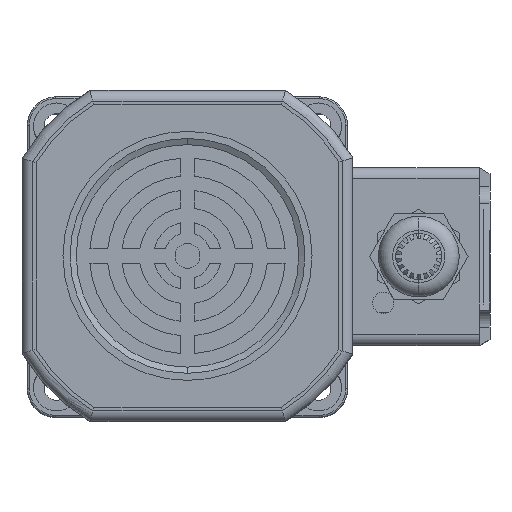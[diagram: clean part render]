
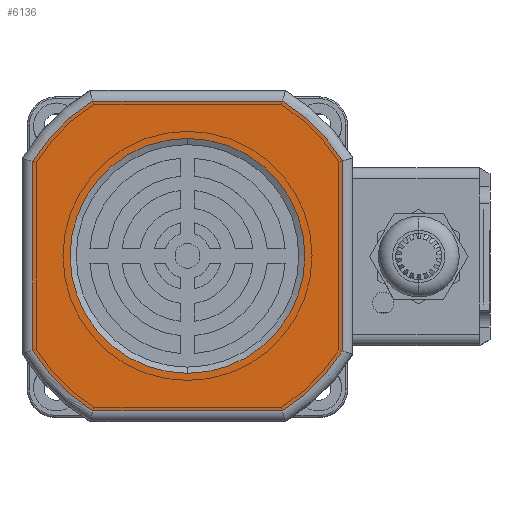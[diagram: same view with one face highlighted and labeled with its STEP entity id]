
A CAD part, top view. The second image highlights one B-rep face of the part: STEP entity #6136.
In plain terms, the highlighted face is planar.
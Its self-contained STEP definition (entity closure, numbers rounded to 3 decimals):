
#30 = DIRECTION ( 'NONE',  ( 0., -1., 0. ) ) ;
#108 = VERTEX_POINT ( 'NONE', #9556 ) ;
#1907 = EDGE_CURVE ( 'NONE', #14733, #11220, #3951, .T. ) ;
#2115 = CARTESIAN_POINT ( 'NONE',  ( 26.673, 0., 43.5 ) ) ;
#2669 = EDGE_CURVE ( 'NONE', #24380, #13021, #22262, .T. ) ;
#2769 = CARTESIAN_POINT ( 'NONE',  ( 0.05, 0., 43.5 ) ) ;
#3245 = ORIENTED_EDGE ( 'NONE', *, *, #14609, .T. ) ;
#3951 = CIRCLE ( 'NONE', #18785, 33. ) ;
#4384 = AXIS2_PLACEMENT_3D ( 'NONE', #12474, #28929, #14833 ) ;
#4737 = DIRECTION ( 'NONE',  ( 0., -1., 0. ) ) ;
#4923 = CIRCLE ( 'NONE', #28122, 51. ) ;
#5124 = CARTESIAN_POINT ( 'NONE',  ( -43.5, 0., 0. ) ) ;
#6136 = ADVANCED_FACE ( 'NONE', ( #6623, #12165 ), #26731, .F. ) ;
#6623 = FACE_OUTER_BOUND ( 'NONE', #18627, .T. ) ;
#6657 = CARTESIAN_POINT ( 'NONE',  ( 43.5, 0., 0. ) ) ;
#7042 = CIRCLE ( 'NONE', #4384, 33. ) ;
#7466 = DIRECTION ( 'NONE',  ( 0., 0., -1. ) ) ;
#7903 = CARTESIAN_POINT ( 'NONE',  ( 0.05, 0., 0. ) ) ;
#7963 = EDGE_CURVE ( 'NONE', #13021, #22885, #10361, .T. ) ;
#9059 = DIRECTION ( 'NONE',  ( 0., -1., 0. ) ) ;
#9124 = AXIS2_PLACEMENT_3D ( 'NONE', #12325, #28768, #14687 ) ;
#9198 = ORIENTED_EDGE ( 'NONE', *, *, #10764, .T. ) ;
#9401 = AXIS2_PLACEMENT_3D ( 'NONE', #7903, #29101, #15022 ) ;
#9556 = CARTESIAN_POINT ( 'NONE',  ( -43.5, 0., -26.54 ) ) ;
#9706 = VERTEX_POINT ( 'NONE', #2115 ) ;
#9885 = ORIENTED_EDGE ( 'NONE', *, *, #21085, .T. ) ;
#10225 = ORIENTED_EDGE ( 'NONE', *, *, #26176, .F. ) ;
#10361 = LINE ( 'NONE', #6657, #11102 ) ;
#10597 = CARTESIAN_POINT ( 'NONE',  ( 0.05, 0., -43.5 ) ) ;
#10764 = EDGE_CURVE ( 'NONE', #22885, #9706, #14656, .T. ) ;
#11102 = VECTOR ( 'NONE', #27878, 1000. ) ;
#11220 = VERTEX_POINT ( 'NONE', #18483 ) ;
#11558 = VECTOR ( 'NONE', #12965, 1000. ) ;
#12003 = VECTOR ( 'NONE', #26163, 1000. ) ;
#12165 = FACE_BOUND ( 'NONE', #16130, .T. ) ;
#12306 = LINE ( 'NONE', #10597, #11558 ) ;
#12325 = CARTESIAN_POINT ( 'NONE',  ( 0.05, 0., 0. ) ) ;
#12362 = VECTOR ( 'NONE', #7466, 1000. ) ;
#12412 = EDGE_CURVE ( 'NONE', #108, #29437, #28553, .T. ) ;
#12434 = ORIENTED_EDGE ( 'NONE', *, *, #12412, .T. ) ;
#12474 = CARTESIAN_POINT ( 'NONE',  ( 0., 0., 0. ) ) ;
#12514 = EDGE_CURVE ( 'NONE', #24724, #108, #13085, .T. ) ;
#12562 = CARTESIAN_POINT ( 'NONE',  ( 43.5, 0., -26.705 ) ) ;
#12965 = DIRECTION ( 'NONE',  ( 1., 0., 0. ) ) ;
#13021 = VERTEX_POINT ( 'NONE', #12562 ) ;
#13042 = ORIENTED_EDGE ( 'NONE', *, *, #12514, .T. ) ;
#13085 = LINE ( 'NONE', #5124, #12362 ) ;
#13628 = CARTESIAN_POINT ( 'NONE',  ( 0.05, 0., 0. ) ) ;
#13993 = CARTESIAN_POINT ( 'NONE',  ( 0.05, 0., 0. ) ) ;
#14129 = VERTEX_POINT ( 'NONE', #27603 ) ;
#14609 = EDGE_CURVE ( 'NONE', #29437, #24380, #12306, .T. ) ;
#14656 = CIRCLE ( 'NONE', #25675, 51. ) ;
#14687 = DIRECTION ( 'NONE',  ( 0., 0., 1. ) ) ;
#14733 = VERTEX_POINT ( 'NONE', #15749 ) ;
#14833 = DIRECTION ( 'NONE',  ( 0., 0., -1. ) ) ;
#15022 = DIRECTION ( 'NONE',  ( 0., 0., 1. ) ) ;
#15749 = CARTESIAN_POINT ( 'NONE',  ( 0., 0., -33. ) ) ;
#16003 = DIRECTION ( 'NONE',  ( 0., 0., 1. ) ) ;
#16130 = EDGE_LOOP ( 'NONE', ( #19278, #10225 ) ) ;
#16377 = DIRECTION ( 'NONE',  ( 0., 0., 1. ) ) ;
#16490 = CARTESIAN_POINT ( 'NONE',  ( -43.5, 0., 26.54 ) ) ;
#18483 = CARTESIAN_POINT ( 'NONE',  ( 0., 0., 33. ) ) ;
#18627 = EDGE_LOOP ( 'NONE', ( #13042, #12434, #3245, #24232, #19644, #9198, #22961, #9885 ) ) ;
#18785 = AXIS2_PLACEMENT_3D ( 'NONE', #23154, #9059, #25520 ) ;
#18810 = CARTESIAN_POINT ( 'NONE',  ( 0.05, 0., 0. ) ) ;
#19278 = ORIENTED_EDGE ( 'NONE', *, *, #1907, .F. ) ;
#19302 = EDGE_CURVE ( 'NONE', #9706, #14129, #25975, .T. ) ;
#19644 = ORIENTED_EDGE ( 'NONE', *, *, #7963, .T. ) ;
#21085 = EDGE_CURVE ( 'NONE', #14129, #24724, #4923, .T. ) ;
#21112 = CARTESIAN_POINT ( 'NONE',  ( 43.5, 0., 26.705 ) ) ;
#21163 = DIRECTION ( 'NONE',  ( 0., 0., 1. ) ) ;
#21164 = AXIS2_PLACEMENT_3D ( 'NONE', #13993, #30, #16377 ) ;
#22262 = CIRCLE ( 'NONE', #9124, 51. ) ;
#22885 = VERTEX_POINT ( 'NONE', #21112 ) ;
#22961 = ORIENTED_EDGE ( 'NONE', *, *, #19302, .T. ) ;
#23154 = CARTESIAN_POINT ( 'NONE',  ( 0., 0., 0. ) ) ;
#23783 = CARTESIAN_POINT ( 'NONE',  ( 26.673, 0., -43.5 ) ) ;
#24232 = ORIENTED_EDGE ( 'NONE', *, *, #2669, .T. ) ;
#24380 = VERTEX_POINT ( 'NONE', #23783 ) ;
#24724 = VERTEX_POINT ( 'NONE', #16490 ) ;
#25520 = DIRECTION ( 'NONE',  ( 0., 0., -1. ) ) ;
#25675 = AXIS2_PLACEMENT_3D ( 'NONE', #18810, #4737, #21163 ) ;
#25975 = LINE ( 'NONE', #2769, #12003 ) ;
#26163 = DIRECTION ( 'NONE',  ( -1., 0., 0. ) ) ;
#26176 = EDGE_CURVE ( 'NONE', #11220, #14733, #7042, .T. ) ;
#26731 = PLANE ( 'NONE',  #9401 ) ;
#27603 = CARTESIAN_POINT ( 'NONE',  ( -26.572, 0., 43.5 ) ) ;
#27878 = DIRECTION ( 'NONE',  ( 0., 0., 1. ) ) ;
#28122 = AXIS2_PLACEMENT_3D ( 'NONE', #13628, #30093, #16003 ) ;
#28553 = CIRCLE ( 'NONE', #21164, 51. ) ;
#28768 = DIRECTION ( 'NONE',  ( 0., -1., 0. ) ) ;
#28929 = DIRECTION ( 'NONE',  ( 0., -1., 0. ) ) ;
#29099 = CARTESIAN_POINT ( 'NONE',  ( -26.572, 0., -43.5 ) ) ;
#29101 = DIRECTION ( 'NONE',  ( 0., 1., 0. ) ) ;
#29437 = VERTEX_POINT ( 'NONE', #29099 ) ;
#30093 = DIRECTION ( 'NONE',  ( 0., -1., 0. ) ) ;
